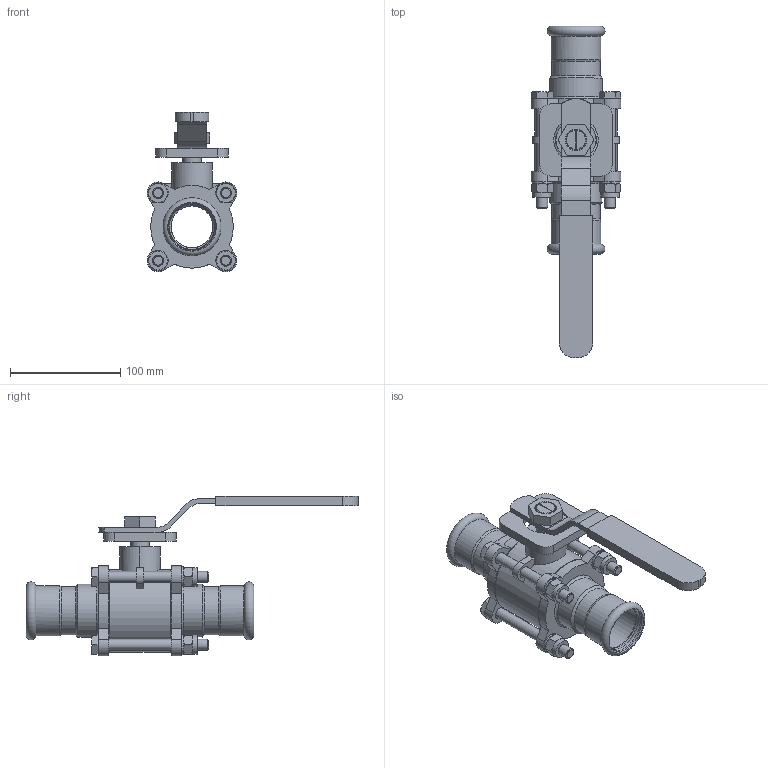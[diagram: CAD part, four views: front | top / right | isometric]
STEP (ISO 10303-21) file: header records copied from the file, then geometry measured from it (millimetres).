
FILE_DESCRIPTION(/* description */ ('Valvola a Sfera 3 Pz dn42'),/* implementation_level */ '2;1');
FILE_NAME(/* name */ '195042003_Inoxpres.stp',/* time_stamp */ '2022-10-12T15:09:31+02:00',/* author */ ('Vault'),/* organization */ ('Raccorderie metalliche s.p.a. '),/* preprocessor_version */ 'ST-DEVELOPER v18.1',/* originating_system */ 'Autodesk Inventor 2020',/* authorisation */ 'Raccorderie metalliche s.p.a. ');
FILE_SCHEMA (('AUTOMOTIVE_DESIGN { 1 0 10303 214 3 1 1 }'));
Length unit declared in the file: millimetre
Products named in the file (1): 195042003_Inoxpres
Bounding box: 81.52 x 301.5 x 144.76 mm (x, y, z)
Volume: 467506.8 mm3; surface area: 126999.8 mm2
Topology: 1 solids, 1 shells, 367 faces, 946 edges, 601 vertices
Faces by surface type: plane 171, cylinder 96, cone 86, torus 14
Full cylindrical faces by diameter (mm): 10 x8, 11 x10, 15.6 x4, 17 x5, 18 x2, 18.5 x1, 38 x3, 40.5 x1, 41 x2, 42.4 x2, 42.7 x4, 44 x2, 45.4 x2, 48.3 x2, 75 x1
Entity records: 11244 total; most frequent: CARTESIAN_POINT 2277, DIRECTION 1953, ORIENTED_EDGE 1892, EDGE_CURVE 946, AXIS2_PLACEMENT_3D 789, VERTEX_POINT 601, EDGE_LOOP 417, CIRCLE 405
